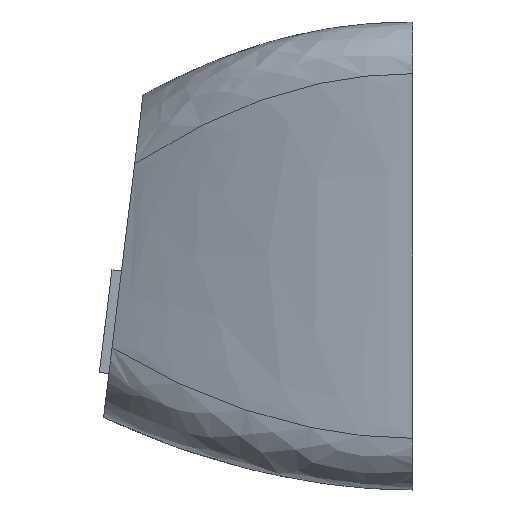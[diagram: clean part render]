
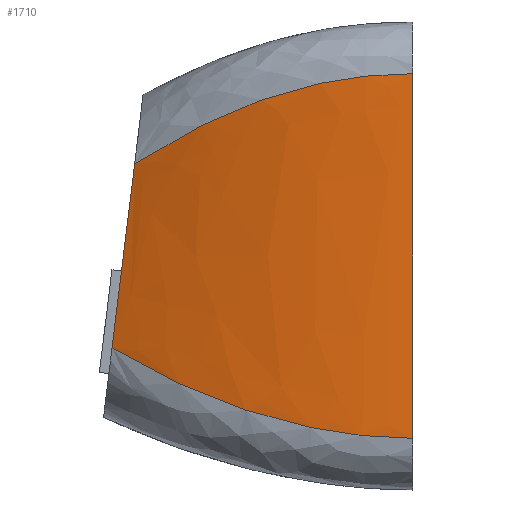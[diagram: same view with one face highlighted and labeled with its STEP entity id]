
A CAD part, left-side view. The second image highlights one B-rep face of the part: STEP entity #1710.
In plain terms, the highlighted free-form (B-spline) face has degree [3, 3] with [4, 4] control points.
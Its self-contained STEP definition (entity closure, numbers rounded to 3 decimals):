
#57=B_SPLINE_SURFACE_WITH_KNOTS('',3,3,((#3108,#3109,#3110,#3111),(#3112,
#3113,#3114,#3115),(#3116,#3117,#3118,#3119),(#3120,#3121,#3122,#3123)),
 .UNSPECIFIED.,.F.,.F.,.F.,(4,4),(4,4),(0.,1.),(0.,1.),.UNSPECIFIED.);
#100=B_SPLINE_CURVE_WITH_KNOTS('',3,(#3104,#3105,#3106,#3107),
 .UNSPECIFIED.,.F.,.F.,(4,4),(0.,1.),.UNSPECIFIED.);
#101=B_SPLINE_CURVE_WITH_KNOTS('',3,(#3124,#3125,#3126,#3127),
 .UNSPECIFIED.,.F.,.F.,(4,4),(0.,1.),.UNSPECIFIED.);
#141=FACE_OUTER_BOUND('',#240,.T.);
#240=EDGE_LOOP('',(#1319,#1320,#1321,#1322));
#365=LINE('',#2967,#560);
#370=LINE('',#2988,#565);
#560=VECTOR('',#1998,10.);
#565=VECTOR('',#2015,10.);
#751=VERTEX_POINT('',#2964);
#752=VERTEX_POINT('',#2966);
#761=VERTEX_POINT('',#2985);
#762=VERTEX_POINT('',#2987);
#947=EDGE_CURVE('',#752,#751,#365,.T.);
#957=EDGE_CURVE('',#761,#762,#370,.T.);
#965=EDGE_CURVE('',#761,#752,#100,.T.);
#966=EDGE_CURVE('',#762,#751,#101,.T.);
#1319=ORIENTED_EDGE('',*,*,#957,.F.);
#1320=ORIENTED_EDGE('',*,*,#965,.T.);
#1321=ORIENTED_EDGE('',*,*,#947,.T.);
#1322=ORIENTED_EDGE('',*,*,#966,.F.);
#1710=ADVANCED_FACE('',(#141),#57,.F.);
#1998=DIRECTION('',(0.,0.,1.));
#2015=DIRECTION('',(0.,-0.122,0.993));
#2964=CARTESIAN_POINT('',(0.,0.,16.1));
#2966=CARTESIAN_POINT('',(0.,0.,2.));
#2967=CARTESIAN_POINT('',(0.,0.,16.1));
#2985=CARTESIAN_POINT('',(2.7,11.625,5.494));
#2987=CARTESIAN_POINT('',(2.7,10.752,12.606));
#2988=CARTESIAN_POINT('',(2.7,10.752,12.606));
#3104=CARTESIAN_POINT('Ctrl Pts',(2.7,11.625,5.494));
#3105=CARTESIAN_POINT('Ctrl Pts',(0.9,7.75,3.165));
#3106=CARTESIAN_POINT('Ctrl Pts',(0.,3.73,
2.));
#3107=CARTESIAN_POINT('Ctrl Pts',(0.,0.,
2.));
#3108=CARTESIAN_POINT('Ctrl Pts',(2.7,11.625,5.494));
#3109=CARTESIAN_POINT('Ctrl Pts',(0.9,7.75,3.165));
#3110=CARTESIAN_POINT('Ctrl Pts',(0.,3.73,
2.));
#3111=CARTESIAN_POINT('Ctrl Pts',(0.,0.,
2.));
#3112=CARTESIAN_POINT('Ctrl Pts',(2.7,11.453,6.897));
#3113=CARTESIAN_POINT('Ctrl Pts',(0.939,7.635,4.8));
#3114=CARTESIAN_POINT('Ctrl Pts',(0.,3.73,
3.047));
#3115=CARTESIAN_POINT('Ctrl Pts',(0.,0.,
3.047));
#3116=CARTESIAN_POINT('Ctrl Pts',(2.7,10.924,11.203));
#3117=CARTESIAN_POINT('Ctrl Pts',(0.939,7.283,13.3));
#3118=CARTESIAN_POINT('Ctrl Pts',(0.,3.73,
15.053));
#3119=CARTESIAN_POINT('Ctrl Pts',(0.,0.,
15.053));
#3120=CARTESIAN_POINT('Ctrl Pts',(2.7,10.752,12.606));
#3121=CARTESIAN_POINT('Ctrl Pts',(0.9,7.168,14.935));
#3122=CARTESIAN_POINT('Ctrl Pts',(0.,3.73,
16.1));
#3123=CARTESIAN_POINT('Ctrl Pts',(0.,0.,
16.1));
#3124=CARTESIAN_POINT('Ctrl Pts',(2.7,10.752,12.606));
#3125=CARTESIAN_POINT('Ctrl Pts',(0.9,7.168,14.935));
#3126=CARTESIAN_POINT('Ctrl Pts',(0.,3.73,16.1));
#3127=CARTESIAN_POINT('Ctrl Pts',(0.,0.,16.1));
